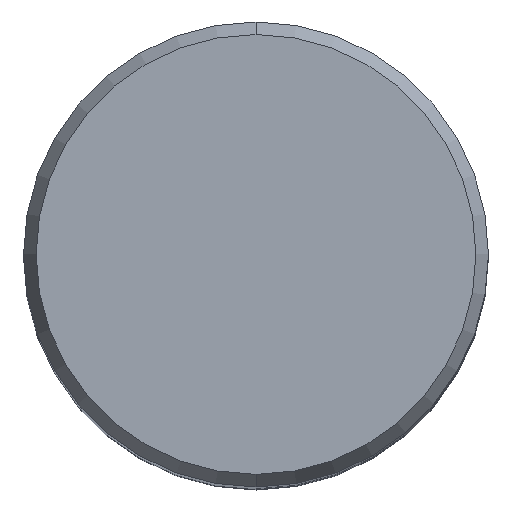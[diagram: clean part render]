
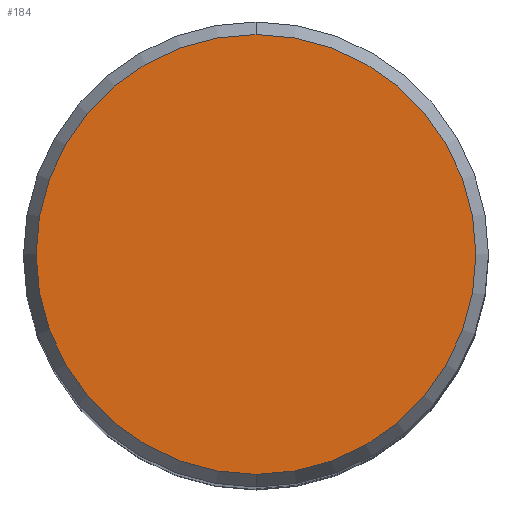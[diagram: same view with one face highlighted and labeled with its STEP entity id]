
A CAD part, top view. The second image highlights one B-rep face of the part: STEP entity #184.
In plain terms, the highlighted planar face has unit normal (0, 0, 1).
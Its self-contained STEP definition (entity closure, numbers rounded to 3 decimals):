
#128=VERTEX_POINT('',#256);
#136=EDGE_CURVE('',#176,#128,#264,.T.);
#150=EDGE_CURVE('',#128,#176,#280,.T.);
#176=VERTEX_POINT('',#310);
#184=ADVANCED_FACE('',(#318),#319,.T.);
#256=CARTESIAN_POINT('',(0.,-12.012,0.01));
#264=CIRCLE('',#403,12.012);
#280=CIRCLE('',#422,12.012);
#310=CARTESIAN_POINT('',(0.0,12.012,0.01));
#318=FACE_OUTER_BOUND('',#473,.T.);
#319=PLANE('',#474);
#403=AXIS2_PLACEMENT_3D('',#544,#545,#546);
#422=AXIS2_PLACEMENT_3D('',#567,#568,#569);
#473=EDGE_LOOP('',(#619,#620));
#474=AXIS2_PLACEMENT_3D('',#621,#622,#623);
#544=CARTESIAN_POINT('',(0.0,0.0,0.01));
#545=DIRECTION('',(0.0,0.0,-1.0));
#546=DIRECTION('',(0.0,1.0,0.0));
#567=CARTESIAN_POINT('',(0.0,0.0,0.01));
#568=DIRECTION('',(0.0,0.0,-1.0));
#569=DIRECTION('',(0.0,1.0,0.0));
#619=ORIENTED_EDGE('',*,*,#136,.F.);
#620=ORIENTED_EDGE('',*,*,#150,.F.);
#621=CARTESIAN_POINT('',(0.0,6.006,0.01));
#622=DIRECTION('',(-0.0,0.0,1.0));
#623=DIRECTION('',(0.0,-1.0,0.0));
